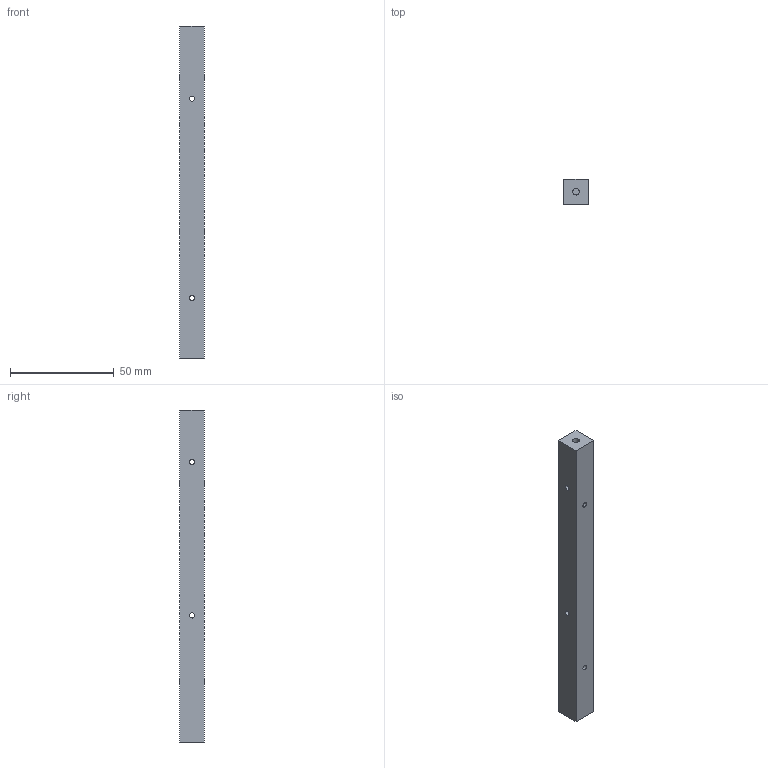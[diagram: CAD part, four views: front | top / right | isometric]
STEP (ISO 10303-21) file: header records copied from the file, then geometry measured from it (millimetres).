
FILE_DESCRIPTION (( 'STEP AP214' ), '1' );
FILE_NAME ('pillar_A_12x12x160mm_2x.STEP', '2016-04-03T13:45:42', ( '' ), ( '' ), 'SwSTEP 2.0', 'SolidWorks 2014', '' );
FILE_SCHEMA (( 'AUTOMOTIVE_DESIGN' ));
Length unit declared in the file: millimetre
Products named in the file (2): pillar_A_12x12x160mm_2x
Bounding box: 12 x 12 x 160 mm (x, y, z)
Volume: 22563.1 mm3; surface area: 8607.3 mm2
Topology: 1 solids, 1 shells, 20 faces, 48 edges, 32 vertices
Faces by surface type: cylinder 12, plane 8
Entity records: 661 total; most frequent: DIRECTION 116, CARTESIAN_POINT 102, ORIENTED_EDGE 96, EDGE_CURVE 48, AXIS2_PLACEMENT_3D 46, VERTEX_POINT 32, EDGE_LOOP 30, LINE 24
